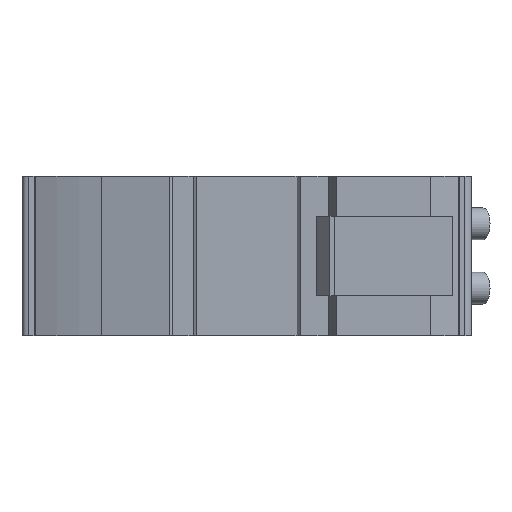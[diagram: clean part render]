
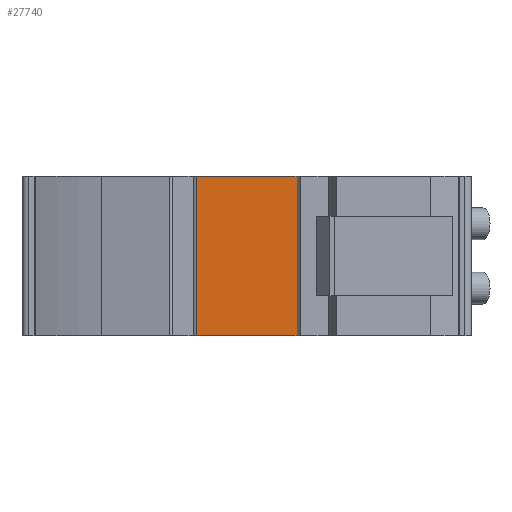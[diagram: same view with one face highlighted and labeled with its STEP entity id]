
A CAD part, front view. The second image highlights one B-rep face of the part: STEP entity #27740.
In plain terms, the highlighted planar face has unit normal (0, -1, 0).
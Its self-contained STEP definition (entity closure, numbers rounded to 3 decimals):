
#440=CARTESIAN_POINT('',(-11.05,11.85,-67.8));
#450=VERTEX_POINT('',#440);
#480=CARTESIAN_POINT('',(0.,11.85,-67.8));
#490=DIRECTION('',(1.,0.,0.));
#500=VECTOR('',#490,1.);
#510=LINE('',#480,#500);
#520=CARTESIAN_POINT('',(11.05,11.85,-67.8));
#530=VERTEX_POINT('',#520);
#540=EDGE_CURVE('',#450,#530,#510,.T.);
#8130=CARTESIAN_POINT('',(11.05,11.85,-32.6));
#8140=VERTEX_POINT('',#8130);
#8170=CARTESIAN_POINT('',(0.,11.85,-32.6));
#8180=DIRECTION('',(-1.,0.,0.));
#8190=VECTOR('',#8180,1.);
#8200=LINE('',#8170,#8190);
#8210=CARTESIAN_POINT('',(-11.05,11.85,-32.6));
#8220=VERTEX_POINT('',#8210);
#8230=EDGE_CURVE('',#8140,#8220,#8200,.T.);
#24900=CARTESIAN_POINT('',(11.05,11.85,-59.));
#24910=DIRECTION('',(0.,0.,1.));
#24920=VECTOR('',#24910,1.);
#24930=LINE('',#24900,#24920);
#24940=EDGE_CURVE('',#530,#8140,#24930,.T.);
#27460=CARTESIAN_POINT('',(-11.05,11.85,-59.));
#27470=DIRECTION('',(0.,0.,1.));
#27480=VECTOR('',#27470,1.);
#27490=LINE('',#27460,#27480);
#27500=EDGE_CURVE('',#450,#8220,#27490,.T.);
#27630=CARTESIAN_POINT('',(11.05,11.85,-67.8));
#27640=DIRECTION('',(0.,-1.,0.));
#27650=DIRECTION('',(1.,0.,0.));
#27660=AXIS2_PLACEMENT_3D('',#27630,#27640,#27650);
#27670=PLANE('',#27660);
#27680=ORIENTED_EDGE('',*,*,#27500,.F.);
#27690=ORIENTED_EDGE('',*,*,#8230,.T.);
#27700=ORIENTED_EDGE('',*,*,#24940,.T.);
#27710=ORIENTED_EDGE('',*,*,#540,.T.);
#27720=EDGE_LOOP('',(#27710,#27700,#27690,#27680));
#27730=FACE_OUTER_BOUND('',#27720,.T.);
#27740=ADVANCED_FACE('',(#27730),#27670,.T.);
